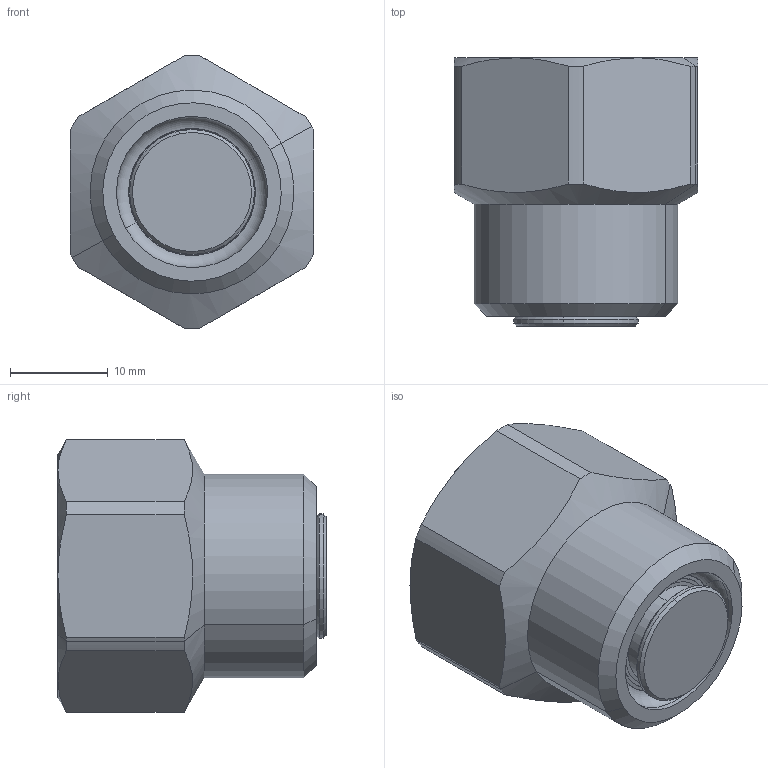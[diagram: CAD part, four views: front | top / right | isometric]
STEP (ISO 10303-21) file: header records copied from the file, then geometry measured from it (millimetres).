
FILE_DESCRIPTION(('CATIA V5 STEP Exchange'),'2;1');
FILE_NAME('561400 (STP).stp','2015-12-16T14:23:26+00:00',('none'),('none'),'Version 5-6 Release 2012','CATIA V5 STEP AP203','none');
FILE_SCHEMA(('CONFIG_CONTROL_DESIGN'));
Length unit declared in the file: millimetre
Products named in the file (1): 561400 - TST
Bounding box: 25 x 27.5 x 28 mm (x, y, z)
Volume: 9689.6 mm3; surface area: 3884.3 mm2
Topology: 1 solids, 1 shells, 68 faces, 152 edges, 92 vertices
Faces by surface type: cone 28, cylinder 24, plane 14, torus 2
Entity records: 1773 total; most frequent: CARTESIAN_POINT 405, ORIENTED_EDGE 304, DIRECTION 202, EDGE_CURVE 152, AXIS2_PLACEMENT_3D 117, VERTEX_POINT 92, CIRCLE 82, EDGE_LOOP 74
